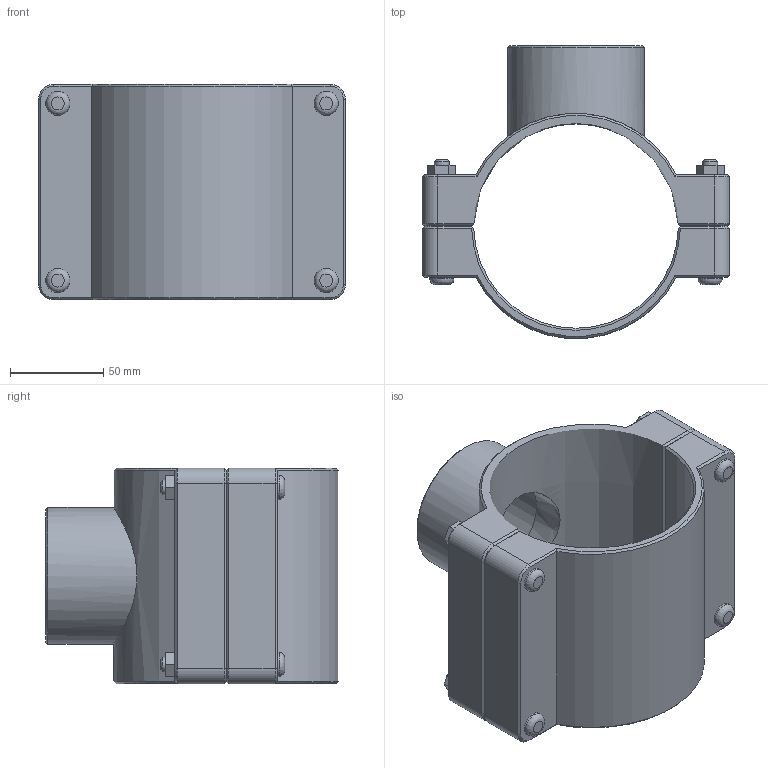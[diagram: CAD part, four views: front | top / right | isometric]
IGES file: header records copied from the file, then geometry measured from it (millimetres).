
Global section: file name: 160760110020_160860110020.ipt; native system: Autodesk Inventor 2015; preprocessor: unknown; author: KIM; date: 20170618.093544; units: millimetre
Bounding box: 165 x 157.28 x 116 mm (x, y, z)
Volume: 605380.8 mm3; surface area: 129817.6 mm2
Topology: 1 solids, 1 shells, 141 faces, 328 edges, 205 vertices
Faces by surface type: plane 82, cone 25, cylinder 23, revolution 11
Full cylindrical faces by diameter (mm): 8 x4, 13 x8, 73.653 x1
